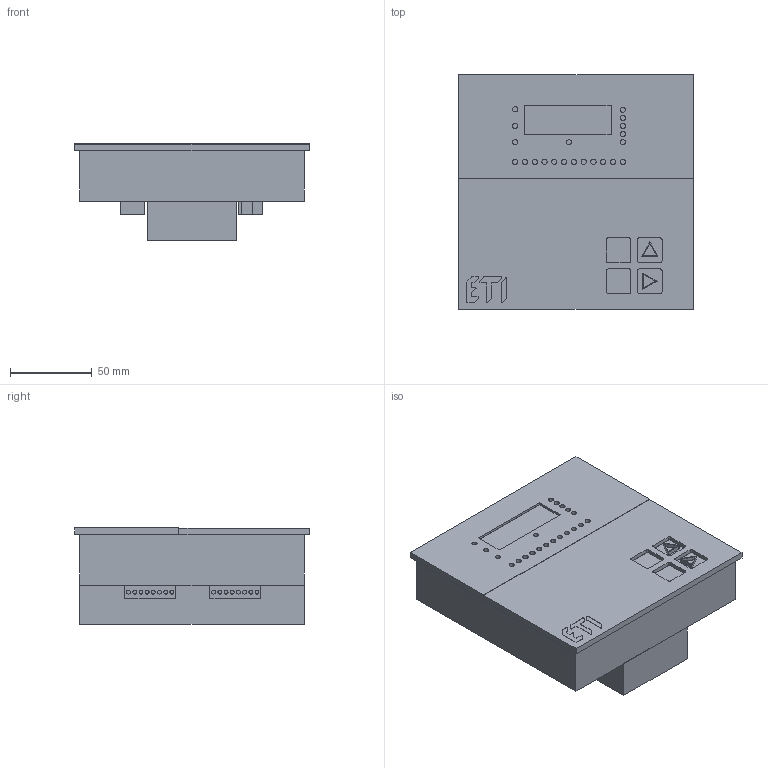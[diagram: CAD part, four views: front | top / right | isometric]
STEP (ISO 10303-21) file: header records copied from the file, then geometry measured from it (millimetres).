
FILE_DESCRIPTION((''),'2;1');
FILE_NAME('PFC12_RS_ASM','2021-10-28T',('marketing.praksa'),('Audax d.o.o.'),'CREO PARAMETRIC BY PTC INC, 2017480','CREO PARAMETRIC BY PTC INC, 2017480','');
FILE_SCHEMA(('AUTOMOTIVE_DESIGN { 1 0 10303 214 1 1 1 1 }'));
Length unit declared in the file: millimetre
Products named in the file (15): OPEN_CASCADE_STEP_TRANSLAT-1803; OPEN_CASCADE_STEP_TRANSLAT-7905; OPEN_CASCADE_STEP_TRANSLA-13460; OPEN_CASCADE_STEP_TRANSLA-13809; OPEN_CASCADE_STEP_TRANSLA-15918; OPEN_CASCADE_STEP_TRANSLA-18027; OPEN_CASCADE_STEP_TRANSLA-19272; OPEN_CASCADE_STEP_TRANSLA-23205; OPEN_CASCADE_STEP_TRANSLA-27138; PRT9568; P12; PRT0025; PRT0026; PRT0027; PFC12_RS_ASM
Assembly tree (14 placements, depth 2):
  PFC12_RS_ASM
    OPEN_CASCADE_STEP_TRANSLAT-1803
    OPEN_CASCADE_STEP_TRANSLAT-7905
    OPEN_CASCADE_STEP_TRANSLA-13460
    OPEN_CASCADE_STEP_TRANSLA-13809
    OPEN_CASCADE_STEP_TRANSLA-15918
    OPEN_CASCADE_STEP_TRANSLA-18027
    OPEN_CASCADE_STEP_TRANSLA-19272
    OPEN_CASCADE_STEP_TRANSLA-23205
    OPEN_CASCADE_STEP_TRANSLA-27138
    PRT9568
    P12
    PRT0025
    PRT0026
    PRT0027
Bounding box: 144 x 144.02 x 59.2 mm (x, y, z)
Volume: 861478.4 mm3; surface area: 142966.6 mm2
Topology: 40 solids, 40 shells, 600 faces, 1317 edges, 878 vertices
Faces by surface type: plane 401, cylinder 199
Entity records: 25916 total; most frequent: DIRECTION 2973, CARTESIAN_POINT 2867, ORIENTED_EDGE 2634, PRESENTATION_STYLE_ASSIGNMENT 1957, STYLED_ITEM 1957, CURVE_STYLE 1317, EDGE_CURVE 1317, AXIS2_PLACEMENT_3D 1027
